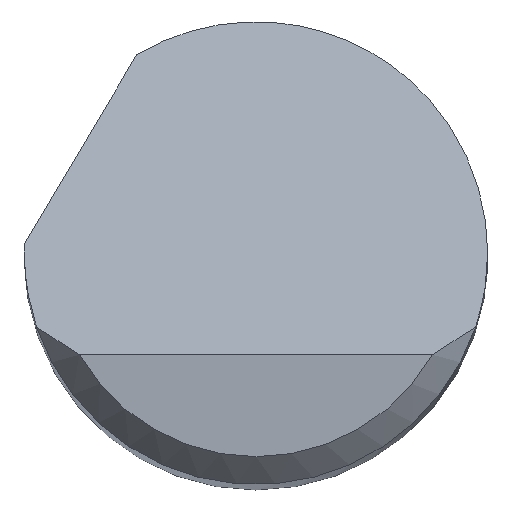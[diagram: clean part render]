
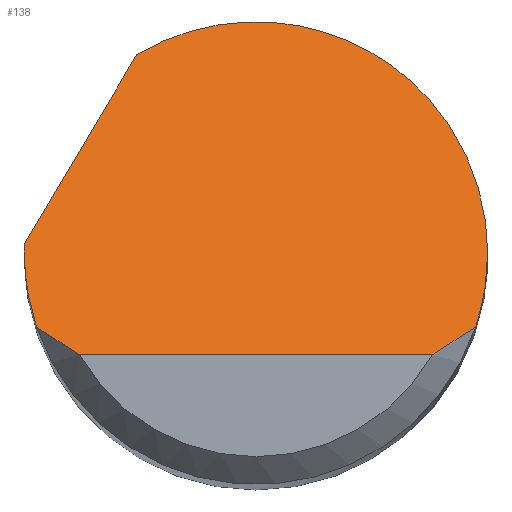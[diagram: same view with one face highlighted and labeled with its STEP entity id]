
A CAD part, top view. The second image highlights one B-rep face of the part: STEP entity #138.
In plain terms, the highlighted planar face has unit normal (0, 0.707, 0.707).
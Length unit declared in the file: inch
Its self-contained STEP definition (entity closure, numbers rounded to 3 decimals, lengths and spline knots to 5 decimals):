
#14 = DIRECTION ( 'NONE',  ( 0., 0.707, -0.707 ) ) ;
#26 = CARTESIAN_POINT ( 'NONE',  ( 0.11107, -0.04528, 2.49028 ) ) ;
#29 = ORIENTED_EDGE ( 'NONE', *, *, #639, .F. ) ;
#39 = EDGE_CURVE ( 'NONE', #222, #101, #584, .T. ) ;
#62 = VERTEX_POINT ( 'NONE', #820 ) ;
#63 = CARTESIAN_POINT ( 'NONE',  ( -0.11843, -0.04, 2.485 ) ) ;
#85 = CARTESIAN_POINT ( 'NONE',  ( 0.09526, -0.055, 2.5 ) ) ;
#97 = VERTEX_POINT ( 'NONE', #742 ) ;
#101 = VERTEX_POINT ( 'NONE', #676 ) ;
#121 = EDGE_CURVE ( 'NONE', #97, #222, #484, .T. ) ;
#126 = CARTESIAN_POINT ( 'NONE',  ( -0.12279, -0.02708, 2.47208 ) ) ;
#128 = EDGE_CURVE ( 'NONE', #240, #388, #225, .T. ) ;
#138 = ADVANCED_FACE ( 'NONE', ( #816 ), #214, .F. ) ;
#149 = CARTESIAN_POINT ( 'NONE',  ( 0., -0.055, 2.5 ) ) ;
#156 = EDGE_CURVE ( 'NONE', #388, #457, #203, .T. ) ;
#185 = CARTESIAN_POINT ( 'NONE',  ( -0.09526, -0.055, 2.5 ) ) ;
#192 = CARTESIAN_POINT ( 'NONE',  ( -0.11107, -0.04528, 2.49028 ) ) ;
#195 = VERTEX_POINT ( 'NONE', #830 ) ;
#203 =( BOUNDED_CURVE ( )  B_SPLINE_CURVE ( 3, ( #273, #277, #802, #209 ),
 .UNSPECIFIED., .F., .F. ) 
 B_SPLINE_CURVE_WITH_KNOTS ( ( 4, 4 ),
 ( 5.74227, 7.85398 ),
 .UNSPECIFIED. ) 
 CURVE ( )  GEOMETRIC_REPRESENTATION_ITEM ( )  RATIONAL_B_SPLINE_CURVE ( ( 1., 0.662, 0.662, 1. ) ) 
 REPRESENTATION_ITEM ( '' )  );
#204 = ORIENTED_EDGE ( 'NONE', *, *, #615, .T. ) ;
#209 = CARTESIAN_POINT ( 'NONE',  ( 0.125, 0., 2.445 ) ) ;
#214 = PLANE ( 'NONE',  #263 ) ;
#218 = CARTESIAN_POINT ( 'NONE',  ( -0.125, 0.00167, 2.44333 ) ) ;
#222 = VERTEX_POINT ( 'NONE', #573 ) ;
#225 = LINE ( 'NONE', #679, #707 ) ;
#240 = VERTEX_POINT ( 'NONE', #854 ) ;
#263 = AXIS2_PLACEMENT_3D ( 'NONE', #339, #737, #14 ) ;
#271 = CARTESIAN_POINT ( 'NONE',  ( 0.125, -0.01363, 2.45863 ) ) ;
#273 = CARTESIAN_POINT ( 'NONE',  ( -0.06437, 0.10715, 2.33785 ) ) ;
#276 = CARTESIAN_POINT ( 'NONE',  ( 0.11843, -0.04, 2.485 ) ) ;
#277 = CARTESIAN_POINT ( 'NONE',  ( 0.0296, 0.1636, 2.2814 ) ) ;
#330 = ORIENTED_EDGE ( 'NONE', *, *, #810, .F. ) ;
#339 = CARTESIAN_POINT ( 'NONE',  ( -0.125, -0.055, 2.5 ) ) ;
#350 = EDGE_CURVE ( 'NONE', #457, #101, #655, .T. ) ;
#352 = CARTESIAN_POINT ( 'NONE',  ( 0.125, 0., 2.445 ) ) ;
#356 = DIRECTION ( 'NONE',  ( 1., 0., 0. ) ) ;
#370 = CARTESIAN_POINT ( 'NONE',  ( 0.125, 0., 2.445 ) ) ;
#388 = VERTEX_POINT ( 'NONE', #555 ) ;
#413 = CARTESIAN_POINT ( 'NONE',  ( 0.11843, -0.04, 2.485 ) ) ;
#441 = EDGE_LOOP ( 'NONE', ( #545, #784, #667, #685, #631, #330, #29, #204 ) ) ;
#451 = CARTESIAN_POINT ( 'NONE',  ( -0.125, 0., 2.445 ) ) ;
#457 = VERTEX_POINT ( 'NONE', #370 ) ;
#479 = CARTESIAN_POINT ( 'NONE',  ( -0.1249, 0.005, 2.44 ) ) ;
#484 = LINE ( 'NONE', #149, #680 ) ;
#485 = CARTESIAN_POINT ( 'NONE',  ( -0.12497, 0.00333, 2.44167 ) ) ;
#488 = CARTESIAN_POINT ( 'NONE',  ( 0.10339, -0.05031, 2.49531 ) ) ;
#529 = CARTESIAN_POINT ( 'NONE',  ( -0.125, -0.01363, 2.45863 ) ) ;
#542 = CARTESIAN_POINT ( 'NONE',  ( -0.125, 0., 2.445 ) ) ;
#545 = ORIENTED_EDGE ( 'NONE', *, *, #121, .T. ) ;
#555 = CARTESIAN_POINT ( 'NONE',  ( -0.06437, 0.10715, 2.33785 ) ) ;
#573 = CARTESIAN_POINT ( 'NONE',  ( 0.09526, -0.055, 2.5 ) ) ;
#584 = B_SPLINE_CURVE_WITH_KNOTS ( 'NONE', 3,
 ( #85, #488, #26, #413 ),
 .UNSPECIFIED., .F., .F.,
 ( 4, 4 ),
 ( 0., 0.0008 ),
 .UNSPECIFIED. ) ;
#615 = EDGE_CURVE ( 'NONE', #195, #97, #793, .T. ) ;
#631 = ORIENTED_EDGE ( 'NONE', *, *, #128, .F. ) ;
#639 = EDGE_CURVE ( 'NONE', #195, #62, #706, .T. ) ;
#649 =( BOUNDED_CURVE ( )  B_SPLINE_CURVE ( 3, ( #542, #218, #485, #479 ),
 .UNSPECIFIED., .F., .F. ) 
 B_SPLINE_CURVE_WITH_KNOTS ( ( 4, 4 ),
 ( 4.71239, 4.7524 ),
 .UNSPECIFIED. ) 
 CURVE ( )  GEOMETRIC_REPRESENTATION_ITEM ( )  RATIONAL_B_SPLINE_CURVE ( ( 1., 1., 1., 1. ) ) 
 REPRESENTATION_ITEM ( '' )  );
#655 =( BOUNDED_CURVE ( )  B_SPLINE_CURVE ( 3, ( #352, #271, #744, #276 ),
 .UNSPECIFIED., .F., .F. ) 
 B_SPLINE_CURVE_WITH_KNOTS ( ( 4, 4 ),
 ( 1.5708, 1.89653 ),
 .UNSPECIFIED. ) 
 CURVE ( )  GEOMETRIC_REPRESENTATION_ITEM ( )  RATIONAL_B_SPLINE_CURVE ( ( 1., 0.991, 0.991, 1. ) ) 
 REPRESENTATION_ITEM ( '' )  );
#667 = ORIENTED_EDGE ( 'NONE', *, *, #350, .F. ) ;
#676 = CARTESIAN_POINT ( 'NONE',  ( 0.11843, -0.04, 2.485 ) ) ;
#679 = CARTESIAN_POINT ( 'NONE',  ( -0.15516, -0.04606, 2.49106 ) ) ;
#680 = VECTOR ( 'NONE', #356, 39.37008 ) ;
#685 = ORIENTED_EDGE ( 'NONE', *, *, #156, .F. ) ;
#706 =( BOUNDED_CURVE ( )  B_SPLINE_CURVE ( 3, ( #63, #126, #529, #451 ),
 .UNSPECIFIED., .F., .T. ) 
 B_SPLINE_CURVE_WITH_KNOTS ( ( 4, 4 ),
 ( 4.38666, 4.71239 ),
 .UNSPECIFIED. ) 
 CURVE ( )  GEOMETRIC_REPRESENTATION_ITEM ( )  RATIONAL_B_SPLINE_CURVE ( ( 1., 0.991, 0.991, 1. ) ) 
 REPRESENTATION_ITEM ( '' )  );
#707 = VECTOR ( 'NONE', #754, 39.37008 ) ;
#737 = DIRECTION ( 'NONE',  ( 0., -0.707, -0.707 ) ) ;
#742 = CARTESIAN_POINT ( 'NONE',  ( -0.09526, -0.055, 2.5 ) ) ;
#744 = CARTESIAN_POINT ( 'NONE',  ( 0.12279, -0.02708, 2.47208 ) ) ;
#754 = DIRECTION ( 'NONE',  ( 0.386, 0.652, -0.652 ) ) ;
#778 = CARTESIAN_POINT ( 'NONE',  ( -0.10339, -0.05031, 2.49531 ) ) ;
#784 = ORIENTED_EDGE ( 'NONE', *, *, #39, .T. ) ;
#793 = B_SPLINE_CURVE_WITH_KNOTS ( 'NONE', 3,
 ( #853, #192, #778, #185 ),
 .UNSPECIFIED., .F., .F.,
 ( 4, 4 ),
 ( 0., 0.0008 ),
 .UNSPECIFIED. ) ;
#802 = CARTESIAN_POINT ( 'NONE',  ( 0.125, 0.10961, 2.33539 ) ) ;
#810 = EDGE_CURVE ( 'NONE', #62, #240, #649, .T. ) ;
#816 = FACE_OUTER_BOUND ( 'NONE', #441, .T. ) ;
#820 = CARTESIAN_POINT ( 'NONE',  ( -0.125, 0., 2.445 ) ) ;
#830 = CARTESIAN_POINT ( 'NONE',  ( -0.11843, -0.04, 2.485 ) ) ;
#853 = CARTESIAN_POINT ( 'NONE',  ( -0.11843, -0.04, 2.485 ) ) ;
#854 = CARTESIAN_POINT ( 'NONE',  ( -0.1249, 0.005, 2.44 ) ) ;
